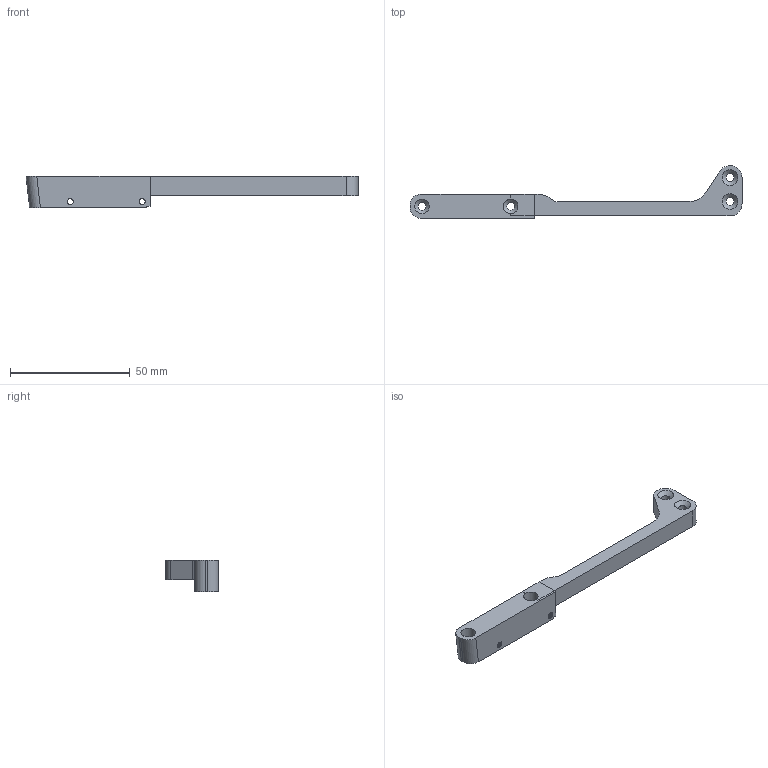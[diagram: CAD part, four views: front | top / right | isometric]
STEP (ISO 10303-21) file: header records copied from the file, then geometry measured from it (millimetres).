
FILE_DESCRIPTION(('FreeCAD Model'),'2;1');
FILE_NAME('Open CASCADE Shape Model','2023-06-26T22:09:36',(''),(''), 'Open CASCADE STEP processor 7.6','FreeCAD','Unknown');
FILE_SCHEMA(('AUTOMOTIVE_DESIGN { 1 0 10303 214 1 1 1 1 }'));
Length unit declared in the file: millimetre
Products named in the file (1): Hole096
Bounding box: 138.5 x 22 x 13 mm (x, y, z)
Volume: 11306.9 mm3; surface area: 6169.4 mm2
Topology: 1 solids, 1 shells, 206 faces, 445 edges, 240 vertices
Faces by surface type: bspline 131, cylinder 52, plane 16, cone 7
Full cylindrical faces by diameter (mm): 2.52 x38, 3.4 x4, 6.1 x2
Entity records: 35698 total; most frequent: CARTESIAN_POINT 28253, ORIENTED_EDGE 890, PCURVE 890, DEFINITIONAL_REPRESENTATION 890, DIRECTION 782, B_SPLINE_CURVE_WITH_KNOTS 733, LINE 537, VECTOR 537
